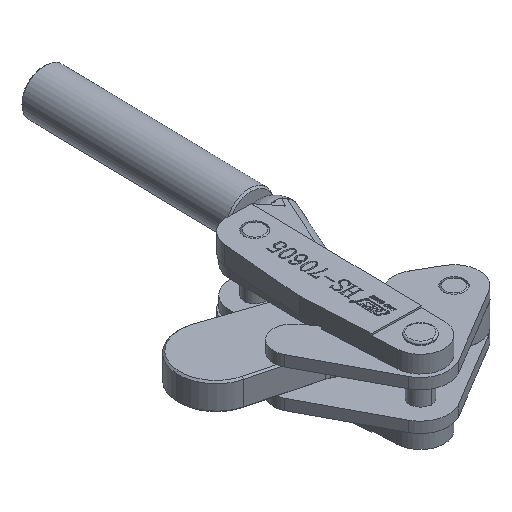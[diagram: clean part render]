
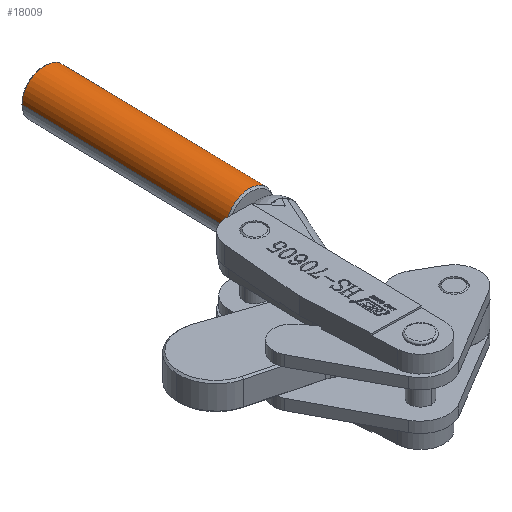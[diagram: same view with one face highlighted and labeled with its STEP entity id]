
A CAD part, isometric view. The second image highlights one B-rep face of the part: STEP entity #18009.
In plain terms, the highlighted cylindrical face has radius 13.5 mm (diameter 27 mm), a partial arc.
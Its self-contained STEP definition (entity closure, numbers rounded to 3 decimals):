
#1089 = DIRECTION ( 'NONE',  ( -1., 0., 0. ) ) ;
#1097 = DIRECTION ( 'NONE',  ( 0., 1., 0. ) ) ;
#1099 = CARTESIAN_POINT ( 'NONE',  ( 32.8, 215.639, 0. ) ) ;
#2489 = CARTESIAN_POINT ( 'NONE',  ( 19.3, 259.7, 0. ) ) ;
#2521 = CARTESIAN_POINT ( 'NONE',  ( 19.3, 136.7, 0. ) ) ;
#2579 = CARTESIAN_POINT ( 'NONE',  ( 46.3, 136.7, 0. ) ) ;
#2639 = CARTESIAN_POINT ( 'NONE',  ( 32.8, 136.7, 13.5 ) ) ;
#2642 = CARTESIAN_POINT ( 'NONE',  ( 32.8, 259.7, 13.5 ) ) ;
#2646 = CARTESIAN_POINT ( 'NONE',  ( 46.3, 259.7, 0. ) ) ;
#4532 = DIRECTION ( 'NONE',  ( 0., 1., 0. ) ) ;
#4536 = CARTESIAN_POINT ( 'NONE',  ( 19.3, 215.639, 0. ) ) ;
#4537 = DIRECTION ( 'NONE',  ( 0., 1., 0. ) ) ;
#4541 = CARTESIAN_POINT ( 'NONE',  ( 46.3, 215.639, 0. ) ) ;
#4542 = CARTESIAN_POINT ( 'NONE',  ( 32.8, 259.7, 0. ) ) ;
#4543 = DIRECTION ( 'NONE',  ( 0., -1., 0. ) ) ;
#4544 = DIRECTION ( 'NONE',  ( 0., 0., -1. ) ) ;
#4547 = CARTESIAN_POINT ( 'NONE',  ( 32.8, 136.7, 0. ) ) ;
#4548 = DIRECTION ( 'NONE',  ( 0., 1., 0. ) ) ;
#4549 = DIRECTION ( 'NONE',  ( 0., 0., 1. ) ) ;
#6224 = FACE_OUTER_BOUND ( 'NONE', #7885, .T. ) ;
#6232 = CYLINDRICAL_SURFACE ( 'NONE', #16879, 13.5 ) ;
#7885 = EDGE_LOOP ( 'NONE', ( #14034, #14035, #14036, #14037, #14038, #14039 ) ) ;
#10595 = VERTEX_POINT ( 'NONE', #2646 ) ;
#10599 = VERTEX_POINT ( 'NONE', #2642 ) ;
#10602 = VERTEX_POINT ( 'NONE', #2639 ) ;
#10659 = VERTEX_POINT ( 'NONE', #2579 ) ;
#10714 = VERTEX_POINT ( 'NONE', #2521 ) ;
#10745 = VERTEX_POINT ( 'NONE', #2489 ) ;
#11349 = CARTESIAN_POINT ( 'NONE',  ( 32.8, 136.7, 0. ) ) ;
#11350 = DIRECTION ( 'NONE',  ( 0., 1., 0. ) ) ;
#11351 = DIRECTION ( 'NONE',  ( 0., 0., 1. ) ) ;
#11366 = CARTESIAN_POINT ( 'NONE',  ( 32.8, 259.7, 0. ) ) ;
#11367 = DIRECTION ( 'NONE',  ( 0., -1., 0. ) ) ;
#11368 = DIRECTION ( 'NONE',  ( 0., 0., -1. ) ) ;
#13233 = AXIS2_PLACEMENT_3D ( 'NONE', #4542, #4543, #4544 ) ;
#13234 = AXIS2_PLACEMENT_3D ( 'NONE', #4547, #4548, #4549 ) ;
#13244 = AXIS2_PLACEMENT_3D ( 'NONE', #11349, #11350, #11351 ) ;
#13248 = AXIS2_PLACEMENT_3D ( 'NONE', #11366, #11367, #11368 ) ;
#14034 = ORIENTED_EDGE ( 'NONE', *, *, #22355, .T. ) ;
#14035 = ORIENTED_EDGE ( 'NONE', *, *, #22368, .T. ) ;
#14036 = ORIENTED_EDGE ( 'NONE', *, *, #22354, .T. ) ;
#14037 = ORIENTED_EDGE ( 'NONE', *, *, #22374, .T. ) ;
#14038 = ORIENTED_EDGE ( 'NONE', *, *, #22353, .T. ) ;
#14039 = ORIENTED_EDGE ( 'NONE', *, *, #22352, .F. ) ;
#16477 = LINE ( 'NONE', #4541, #16484 ) ;
#16479 = LINE ( 'NONE', #4536, #16481 ) ;
#16480 = CIRCLE ( 'NONE', #13233, 13.5 ) ;
#16481 = VECTOR ( 'NONE', #4532, 1000. ) ;
#16483 = CIRCLE ( 'NONE', #13234, 13.5 ) ;
#16484 = VECTOR ( 'NONE', #4537, 1000. ) ;
#16488 = CIRCLE ( 'NONE', #13244, 13.5 ) ;
#16504 = CIRCLE ( 'NONE', #13248, 13.5 ) ;
#16879 = AXIS2_PLACEMENT_3D ( 'NONE', #1099, #1097, #1089 ) ;
#18009 = ADVANCED_FACE ( 'NONE', ( #6224 ), #6232, .T. ) ;
#22352 = EDGE_CURVE ( 'NONE', #10714, #10745, #16479, .T. ) ;
#22353 = EDGE_CURVE ( 'NONE', #10599, #10745, #16480, .T. ) ;
#22354 = EDGE_CURVE ( 'NONE', #10659, #10595, #16477, .T. ) ;
#22355 = EDGE_CURVE ( 'NONE', #10714, #10602, #16483, .T. ) ;
#22368 = EDGE_CURVE ( 'NONE', #10602, #10659, #16488, .T. ) ;
#22374 = EDGE_CURVE ( 'NONE', #10595, #10599, #16504, .T. ) ;
